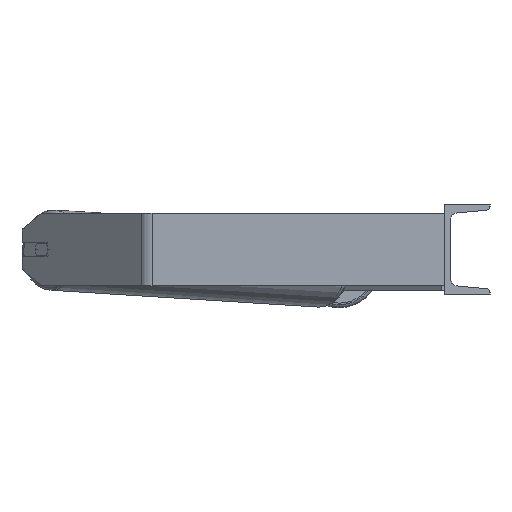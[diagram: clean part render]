
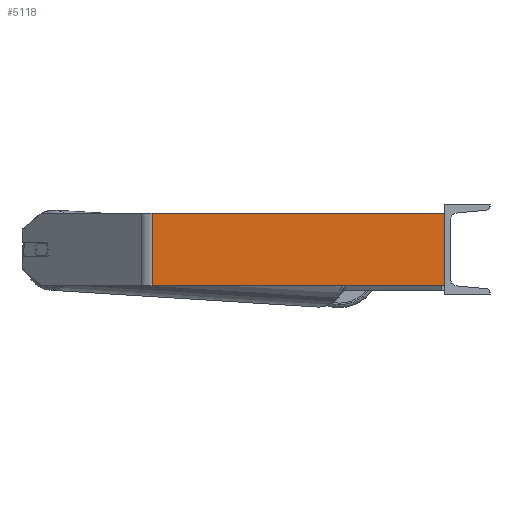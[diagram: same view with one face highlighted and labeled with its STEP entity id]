
A CAD part, left-side view. The second image highlights one B-rep face of the part: STEP entity #5118.
In plain terms, the highlighted planar face has unit normal (-1, 0, 0).
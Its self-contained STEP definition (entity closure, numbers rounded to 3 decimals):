
#2 = FACE_OUTER_BOUND ( 'NONE', #7311, .T. ) ;
#75 = VECTOR ( 'NONE', #4470, 1000. ) ;
#326 = DIRECTION ( 'NONE',  ( 0., 0., -1. ) ) ;
#599 = ORIENTED_EDGE ( 'NONE', *, *, #6349, .F. ) ;
#645 = ORIENTED_EDGE ( 'NONE', *, *, #5919, .T. ) ;
#679 = VERTEX_POINT ( 'NONE', #7005 ) ;
#713 = CARTESIAN_POINT ( 'NONE',  ( -685., 324.325, 40. ) ) ;
#1309 = VERTEX_POINT ( 'NONE', #4595 ) ;
#1334 = DIRECTION ( 'NONE',  ( 1., 0., 0. ) ) ;
#1405 = LINE ( 'NONE', #713, #7078 ) ;
#2054 = DIRECTION ( 'NONE',  ( 0., 1., 0. ) ) ;
#2055 = ORIENTED_EDGE ( 'NONE', *, *, #3201, .F. ) ;
#2828 = PLANE ( 'NONE',  #8020 ) ;
#3113 = CARTESIAN_POINT ( 'NONE',  ( -685., 330.952, 40. ) ) ;
#3201 = EDGE_CURVE ( 'NONE', #6766, #679, #7937, .T. ) ;
#3650 = DIRECTION ( 'NONE',  ( 0., 0., -1. ) ) ;
#3997 = ORIENTED_EDGE ( 'NONE', *, *, #8490, .T. ) ;
#4109 = CARTESIAN_POINT ( 'NONE',  ( -685., 330.952, -40. ) ) ;
#4470 = DIRECTION ( 'NONE',  ( 0., -1., 0. ) ) ;
#4595 = CARTESIAN_POINT ( 'NONE',  ( -685., 324.325, -40. ) ) ;
#5118 = ADVANCED_FACE ( 'NONE', ( #2 ), #2828, .F. ) ;
#5650 = VERTEX_POINT ( 'NONE', #7066 ) ;
#5919 = EDGE_CURVE ( 'NONE', #1309, #679, #6247, .T. ) ;
#6247 = LINE ( 'NONE', #4109, #7182 ) ;
#6349 = EDGE_CURVE ( 'NONE', #5650, #6766, #7691, .T. ) ;
#6378 = CARTESIAN_POINT ( 'NONE',  ( -685., 0., 40. ) ) ;
#6553 = CARTESIAN_POINT ( 'NONE',  ( -685., 0., 40. ) ) ;
#6766 = VERTEX_POINT ( 'NONE', #6378 ) ;
#7005 = CARTESIAN_POINT ( 'NONE',  ( -685., 0., -40. ) ) ;
#7066 = CARTESIAN_POINT ( 'NONE',  ( -685., 324.325, 40. ) ) ;
#7078 = VECTOR ( 'NONE', #3650, 1000. ) ;
#7182 = VECTOR ( 'NONE', #7481, 1000. ) ;
#7311 = EDGE_LOOP ( 'NONE', ( #645, #2055, #599, #3997 ) ) ;
#7481 = DIRECTION ( 'NONE',  ( 0., -1., 0. ) ) ;
#7691 = LINE ( 'NONE', #3113, #75 ) ;
#7887 = VECTOR ( 'NONE', #326, 1000. ) ;
#7937 = LINE ( 'NONE', #6553, #7887 ) ;
#8020 = AXIS2_PLACEMENT_3D ( 'NONE', #8286, #1334, #2054 ) ;
#8286 = CARTESIAN_POINT ( 'NONE',  ( -685., 330.952, 40. ) ) ;
#8490 = EDGE_CURVE ( 'NONE', #5650, #1309, #1405, .T. ) ;
